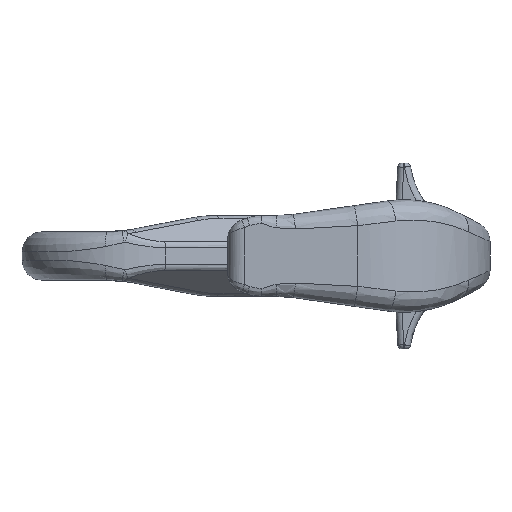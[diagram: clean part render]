
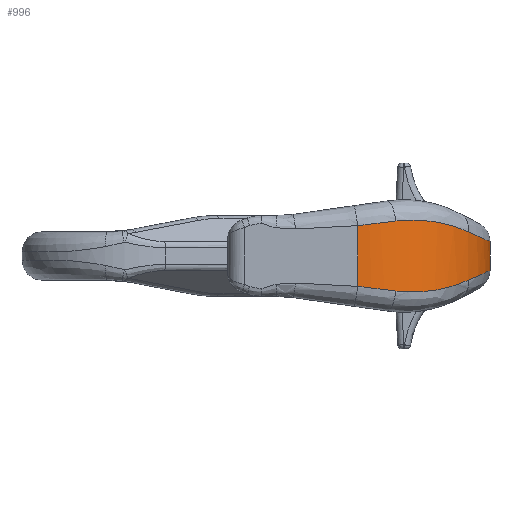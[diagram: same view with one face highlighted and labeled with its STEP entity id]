
A CAD part, front view. The second image highlights one B-rep face of the part: STEP entity #996.
In plain terms, the highlighted cylindrical face has radius 34 mm (diameter 68 mm), a partial arc.
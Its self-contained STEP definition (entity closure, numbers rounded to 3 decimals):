
#575=CYLINDRICAL_SURFACE('',#6113,34.);
#632=FACE_OUTER_BOUND('',#1957,.T.);
#996=ADVANCED_FACE('',(#632),#575,.T.);
#1479=LINE('',#9054,#1670);
#1480=LINE('',#9170,#1671);
#1670=VECTOR('',#6469,1.);
#1671=VECTOR('',#6472,1.);
#1957=EDGE_LOOP('',(#2529,#2530,#2531,#2532,#2533,#2534,#2535,#2536));
#2529=ORIENTED_EDGE('',*,*,#4845,.T.);
#2530=ORIENTED_EDGE('',*,*,#4846,.T.);
#2531=ORIENTED_EDGE('',*,*,#4847,.T.);
#2532=ORIENTED_EDGE('',*,*,#4848,.T.);
#2533=ORIENTED_EDGE('',*,*,#4849,.T.);
#2534=ORIENTED_EDGE('',*,*,#4850,.T.);
#2535=ORIENTED_EDGE('',*,*,#4836,.F.);
#2536=ORIENTED_EDGE('',*,*,#4851,.T.);
#4287=VERTEX_POINT('',#9053);
#4288=VERTEX_POINT('',#9055);
#4295=VERTEX_POINT('',#9157);
#4296=VERTEX_POINT('',#9158);
#4297=VERTEX_POINT('',#9169);
#4298=VERTEX_POINT('',#9171);
#4299=VERTEX_POINT('',#9182);
#4300=VERTEX_POINT('',#9203);
#4836=EDGE_CURVE('',#4287,#4288,#1479,.T.);
#4845=EDGE_CURVE('',#4295,#4296,#5706,.T.);
#4846=EDGE_CURVE('',#4296,#4297,#5707,.T.);
#4847=EDGE_CURVE('',#4297,#4298,#1480,.T.);
#4848=EDGE_CURVE('',#4298,#4299,#5708,.T.);
#4849=EDGE_CURVE('',#4299,#4300,#5709,.T.);
#4850=EDGE_CURVE('',#4300,#4288,#5710,.T.);
#4851=EDGE_CURVE('',#4287,#4295,#5711,.T.);
#5706=B_SPLINE_CURVE_WITH_KNOTS('',3,(#9136,#9137,#9138,#9139,#9140,#9141,
#9142,#9143,#9144,#9145,#9146,#9147,#9148,#9149,#9150,#9151,#9152,#9153,
#9154,#9155,#9156),.UNSPECIFIED.,.F.,.F.,(4,2,2,2,2,2,2,1,2,2,4),(0.,0.25,
0.375,0.437,0.5,0.625,
0.687,0.719,0.734,0.75,
1.),.UNSPECIFIED.);
#5707=B_SPLINE_CURVE_WITH_KNOTS('',3,(#9159,#9160,#9161,#9162,#9163,#9164,
#9165,#9166,#9167,#9168),.UNSPECIFIED.,.F.,.F.,(4,2,2,2,4),(0.,0.25,0.375,
0.5,1.),.UNSPECIFIED.);
#5708=B_SPLINE_CURVE_WITH_KNOTS('',3,(#9172,#9173,#9174,#9175,#9176,#9177,
#9178,#9179,#9180,#9181),.UNSPECIFIED.,.F.,.F.,(4,2,2,2,4),(0.,0.25,0.375,
0.5,1.),.UNSPECIFIED.);
#5709=B_SPLINE_CURVE_WITH_KNOTS('',3,(#9183,#9184,#9185,#9186,#9187,#9188,
#9189,#9190,#9191,#9192,#9193,#9194,#9195,#9196,#9197,#9198,#9199,#9200,
#9201,#9202),.UNSPECIFIED.,.F.,.F.,(4,2,2,2,2,2,2,2,2,4),(0.,0.125,0.188,
0.219,0.234,0.25,0.375,0.437,0.5,
1.),.UNSPECIFIED.);
#5710=B_SPLINE_CURVE_WITH_KNOTS('',3,(#9204,#9205,#9206,#9207,#9208,#9209,
#9210,#9211,#9212,#9213,#9214,#9215,#9216,#9217,#9218,#9219,#9220,#9221),
 .UNSPECIFIED.,.F.,.F.,(4,2,2,2,2,1,1,2,2,4),(0.,0.25,0.375,0.5,0.625,0.688,
0.719,0.734,0.75,1.),.UNSPECIFIED.);
#5711=B_SPLINE_CURVE_WITH_KNOTS('',3,(#9222,#9223,#9224,#9225,#9226,#9227,
#9228,#9229,#9230,#9231,#9232,#9233,#9234,#9235,#9236,#9237,#9238,#9239),
 .UNSPECIFIED.,.F.,.F.,(4,2,2,2,2,2,2,2,4),(0.,0.125,0.188,0.219,0.234,
0.25,0.375,0.5,1.),.UNSPECIFIED.);
#6113=AXIS2_PLACEMENT_3D('',#9240,#6473,#6474);
#6469=DIRECTION('',(0.,0.,1.));
#6472=DIRECTION('',(0.,0.,1.));
#6473=DIRECTION('',(0.,0.,1.));
#6474=DIRECTION('',(-1.,0.,0.));
#9053=CARTESIAN_POINT('',(-2.762,-33.977,-7.514));
#9054=CARTESIAN_POINT('',(-2.762,-33.977,-17.));
#9055=CARTESIAN_POINT('',(-2.762,-33.977,7.514));
#9136=CARTESIAN_POINT('',(6.716,-32.267,-8.666));
#9137=CARTESIAN_POINT('',(8.296,-31.742,-8.859));
#9138=CARTESIAN_POINT('',(9.91,-31.077,-8.94));
#9139=CARTESIAN_POINT('',(12.333,-29.834,-8.893));
#9140=CARTESIAN_POINT('',(13.14,-29.379,-8.849));
#9141=CARTESIAN_POINT('',(14.344,-28.631,-8.741));
#9142=CARTESIAN_POINT('',(14.745,-28.37,-8.699));
#9143=CARTESIAN_POINT('',(15.541,-27.828,-8.599));
#9144=CARTESIAN_POINT('',(15.97,-27.521,-8.537));
#9145=CARTESIAN_POINT('',(17.054,-26.713,-8.361));
#9146=CARTESIAN_POINT('',(17.789,-26.119,-8.218));
#9147=CARTESIAN_POINT('',(18.897,-25.139,-7.961));
#9148=CARTESIAN_POINT('',(19.268,-24.797,-7.869));
#9149=CARTESIAN_POINT('',(19.823,-24.26,-7.721));
#9150=CARTESIAN_POINT('',(20.1,-23.985,-7.644));
#9151=CARTESIAN_POINT('',(20.377,-23.702,-7.564));
#9152=CARTESIAN_POINT('',(20.561,-23.511,-7.509));
#9153=CARTESIAN_POINT('',(20.679,-23.387,-7.474));
#9154=CARTESIAN_POINT('',(21.81,-22.187,-7.128));
#9155=CARTESIAN_POINT('',(23.19,-20.586,-6.641));
#9156=CARTESIAN_POINT('',(24.622,-18.352,-5.991));
#9157=CARTESIAN_POINT('',(6.716,-32.267,-8.666));
#9158=CARTESIAN_POINT('',(24.622,-18.352,-5.991));
#9159=CARTESIAN_POINT('',(24.622,-18.352,-5.991));
#9160=CARTESIAN_POINT('',(25.504,-16.976,-5.591));
#9161=CARTESIAN_POINT('',(26.278,-15.551,-5.241));
#9162=CARTESIAN_POINT('',(27.273,-13.366,-4.789));
#9163=CARTESIAN_POINT('',(27.577,-12.63,-4.651));
#9164=CARTESIAN_POINT('',(28.13,-11.147,-4.4));
#9165=CARTESIAN_POINT('',(28.369,-10.437,-4.292));
#9166=CARTESIAN_POINT('',(29.534,-6.501,-3.764));
#9167=CARTESIAN_POINT('',(30.,-3.239,-3.552));
#9168=CARTESIAN_POINT('',(30.,0.,-3.552));
#9169=CARTESIAN_POINT('',(30.,0.,-3.552));
#9170=CARTESIAN_POINT('',(30.,0.,-17.));
#9171=CARTESIAN_POINT('',(30.,0.,3.552));
#9172=CARTESIAN_POINT('',(30.,0.,3.552));
#9173=CARTESIAN_POINT('',(30.,-1.619,3.552));
#9174=CARTESIAN_POINT('',(29.884,-3.244,3.605));
#9175=CARTESIAN_POINT('',(29.535,-5.665,3.764));
#9176=CARTESIAN_POINT('',(29.389,-6.469,3.83));
#9177=CARTESIAN_POINT('',(29.039,-8.068,3.988));
#9178=CARTESIAN_POINT('',(28.824,-8.899,4.085));
#9179=CARTESIAN_POINT('',(27.713,-12.652,4.589));
#9180=CARTESIAN_POINT('',(26.386,-15.6,5.191));
#9181=CARTESIAN_POINT('',(24.622,-18.352,5.991));
#9182=CARTESIAN_POINT('',(24.622,-18.352,5.991));
#9183=CARTESIAN_POINT('',(24.622,-18.352,5.991));
#9184=CARTESIAN_POINT('',(23.906,-19.469,6.316));
#9185=CARTESIAN_POINT('',(23.2,-20.427,6.6));
#9186=CARTESIAN_POINT('',(22.214,-21.658,6.966));
#9187=CARTESIAN_POINT('',(21.898,-22.034,7.077));
#9188=CARTESIAN_POINT('',(21.447,-22.55,7.23));
#9189=CARTESIAN_POINT('',(21.3,-22.714,7.278));
#9190=CARTESIAN_POINT('',(21.087,-22.949,7.347));
#9191=CARTESIAN_POINT('',(21.017,-23.025,7.369));
#9192=CARTESIAN_POINT('',(20.88,-23.174,7.412));
#9193=CARTESIAN_POINT('',(20.837,-23.219,7.425));
#9194=CARTESIAN_POINT('',(20.01,-24.097,7.678));
#9195=CARTESIAN_POINT('',(19.267,-24.811,7.876));
#9196=CARTESIAN_POINT('',(18.159,-25.792,8.132));
#9197=CARTESIAN_POINT('',(17.79,-26.104,8.211));
#9198=CARTESIAN_POINT('',(17.057,-26.699,8.355));
#9199=CARTESIAN_POINT('',(16.725,-26.958,8.415));
#9200=CARTESIAN_POINT('',(13.181,-29.602,8.989));
#9201=CARTESIAN_POINT('',(9.877,-31.217,9.052));
#9202=CARTESIAN_POINT('',(6.716,-32.267,8.666));
#9203=CARTESIAN_POINT('',(6.716,-32.267,8.666));
#9204=CARTESIAN_POINT('',(6.716,-32.267,8.666));
#9205=CARTESIAN_POINT('',(6.055,-32.487,8.586));
#9206=CARTESIAN_POINT('',(5.356,-32.696,8.501));
#9207=CARTESIAN_POINT('',(4.249,-32.986,8.366));
#9208=CARTESIAN_POINT('',(3.87,-33.079,8.32));
#9209=CARTESIAN_POINT('',(3.094,-33.254,8.225));
#9210=CARTESIAN_POINT('',(2.666,-33.342,8.173));
#9211=CARTESIAN_POINT('',(1.911,-33.484,8.081));
#9212=CARTESIAN_POINT('',(1.516,-33.552,8.033));
#9213=CARTESIAN_POINT('',(0.895,-33.646,7.957));
#9214=CARTESIAN_POINT('',(0.578,-33.692,7.919));
#9215=CARTESIAN_POINT('',(0.197,-33.74,7.872));
#9216=CARTESIAN_POINT('',(0.03,-33.76,7.852));
#9217=CARTESIAN_POINT('',(-0.081,-33.773,7.838));
#9218=CARTESIAN_POINT('',(-0.097,-33.775,7.836));
#9219=CARTESIAN_POINT('',(-1.731,-33.959,7.637));
#9220=CARTESIAN_POINT('',(-2.592,-33.971,7.534));
#9221=CARTESIAN_POINT('',(-2.762,-33.977,7.514));
#9222=CARTESIAN_POINT('',(-2.762,-33.977,-7.514));
#9223=CARTESIAN_POINT('',(-2.677,-33.974,-7.524));
#9224=CARTESIAN_POINT('',(-2.42,-33.966,-7.555));
#9225=CARTESIAN_POINT('',(-1.777,-33.928,-7.632));
#9226=CARTESIAN_POINT('',(-1.52,-33.911,-7.663));
#9227=CARTESIAN_POINT('',(-1.07,-33.874,-7.718));
#9228=CARTESIAN_POINT('',(-0.909,-33.86,-7.737));
#9229=CARTESIAN_POINT('',(-0.653,-33.835,-7.769));
#9230=CARTESIAN_POINT('',(-0.564,-33.826,-7.779));
#9231=CARTESIAN_POINT('',(-0.383,-33.807,-7.801));
#9232=CARTESIAN_POINT('',(-0.249,-33.793,-7.818));
#9233=CARTESIAN_POINT('',(0.257,-33.736,-7.879));
#9234=CARTESIAN_POINT('',(0.688,-33.678,-7.932));
#9235=CARTESIAN_POINT('',(1.516,-33.552,-8.033));
#9236=CARTESIAN_POINT('',(1.881,-33.49,-8.077));
#9237=CARTESIAN_POINT('',(3.918,-33.107,-8.325));
#9238=CARTESIAN_POINT('',(5.394,-32.706,-8.505));
#9239=CARTESIAN_POINT('',(6.716,-32.267,-8.666));
#9240=CARTESIAN_POINT('',(-4.,0.,-17.));
